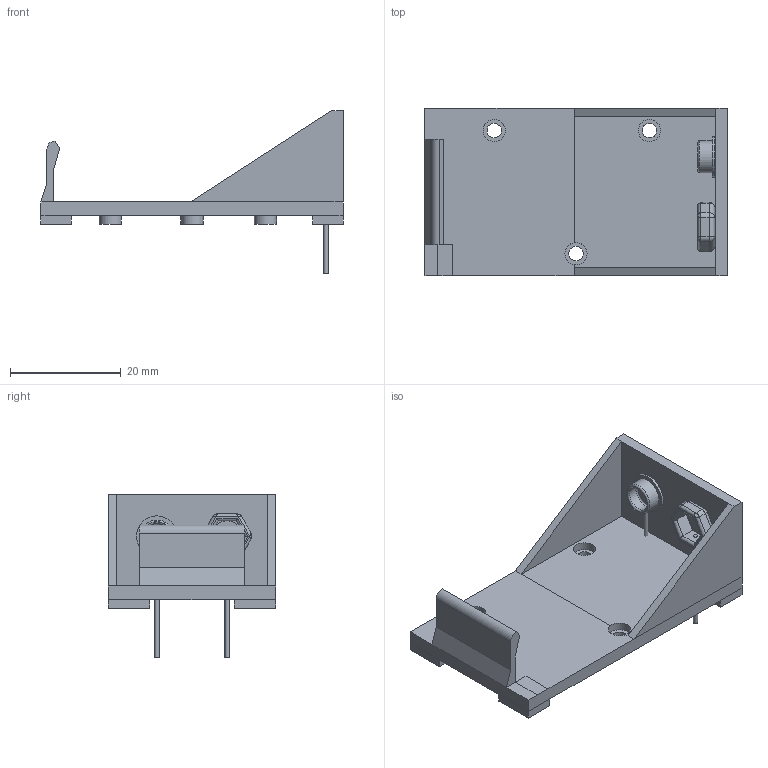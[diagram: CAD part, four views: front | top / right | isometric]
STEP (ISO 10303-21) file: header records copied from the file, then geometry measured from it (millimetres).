
FILE_DESCRIPTION(('FreeCAD Model'),'2;1');
FILE_NAME('Part_BatteryHolder_Eagle_12BH611_cp.step','2020-08-30T11:34:59',( 'kicad StepUp'),('ksu MCAD'),'Open CASCADE STEP processor 7.3', 'FreeCAD','Unknown');
FILE_SCHEMA(('AUTOMOTIVE_DESIGN { 1 0 10303 214 1 1 1 1 }'));
Length unit declared in the file: millimetre
Products named in the file (1): Part_BatteryHolder_Eagle_12BH611_cp
Bounding box: 54.5 x 30.2 x 29.4 mm (x, y, z)
Volume: 6247 mm3; surface area: 6917.4 mm2
Topology: 5 solids, 5 shells, 146 faces, 314 edges, 178 vertices
Faces by surface type: plane 86, cylinder 43, sphere 6, bspline 6, torus 5
Full cylindrical faces by diameter (mm): 0.8 x2, 2.6 x3, 4 x6, 4.5 x1, 5.5 x2, 5.8 x1, 7.3 x1, 8 x2
Entity records: 5255 total; most frequent: CARTESIAN_POINT 1161, DIRECTION 640, ORIENTED_EDGE 604, EDGE_CURVE 302, AXIS2_PLACEMENT_3D 215, LINE 210, VECTOR 210, VERTEX_POINT 178
